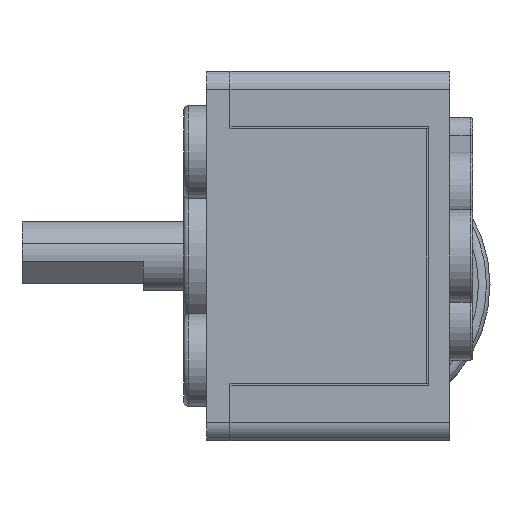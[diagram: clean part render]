
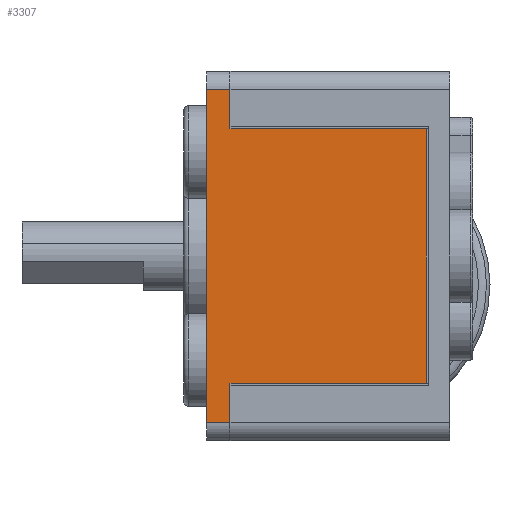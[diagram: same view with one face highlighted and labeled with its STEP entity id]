
A CAD part, left-side view. The second image highlights one B-rep face of the part: STEP entity #3307.
In plain terms, the highlighted planar face has unit normal (-1, 0, 0).
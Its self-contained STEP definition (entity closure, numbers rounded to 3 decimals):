
#368 = LINE ( 'NONE', #6831, #7496 ) ;
#373 = CARTESIAN_POINT ( 'NONE',  ( -15., 2., 14.4 ) ) ;
#380 = LINE ( 'NONE', #7257, #3061 ) ;
#409 = VERTEX_POINT ( 'NONE', #506 ) ;
#458 = CARTESIAN_POINT ( 'NONE',  ( -15., 2., -14.4 ) ) ;
#506 = CARTESIAN_POINT ( 'NONE',  ( -15., 2., -14.4 ) ) ;
#596 = VECTOR ( 'NONE', #1016, 1000. ) ;
#615 = EDGE_CURVE ( 'NONE', #6198, #6255, #2440, .T. ) ;
#780 = LINE ( 'NONE', #458, #5700 ) ;
#802 = LINE ( 'NONE', #373, #596 ) ;
#806 = VERTEX_POINT ( 'NONE', #8140 ) ;
#884 = LINE ( 'NONE', #3159, #7312 ) ;
#1016 = DIRECTION ( 'NONE',  ( 0., 1., 0. ) ) ;
#1324 = EDGE_CURVE ( 'NONE', #3476, #1811, #368, .T. ) ;
#1528 = ORIENTED_EDGE ( 'NONE', *, *, #615, .F. ) ;
#1811 = VERTEX_POINT ( 'NONE', #6464 ) ;
#2008 = ORIENTED_EDGE ( 'NONE', *, *, #6626, .T. ) ;
#2028 = ORIENTED_EDGE ( 'NONE', *, *, #1324, .T. ) ;
#2105 = VERTEX_POINT ( 'NONE', #4819 ) ;
#2342 = VECTOR ( 'NONE', #7186, 1000. ) ;
#2387 = ORIENTED_EDGE ( 'NONE', *, *, #7741, .T. ) ;
#2389 = DIRECTION ( 'NONE',  ( 1., 0., 0. ) ) ;
#2440 = LINE ( 'NONE', #5891, #2342 ) ;
#2446 = AXIS2_PLACEMENT_3D ( 'NONE', #4280, #2389, #7553 ) ;
#2954 = PLANE ( 'NONE',  #2446 ) ;
#3061 = VECTOR ( 'NONE', #3378, 1000. ) ;
#3075 = ORIENTED_EDGE ( 'NONE', *, *, #7934, .F. ) ;
#3159 = CARTESIAN_POINT ( 'NONE',  ( -15., 2., -16. ) ) ;
#3248 = CARTESIAN_POINT ( 'NONE',  ( -15., 0., -11. ) ) ;
#3307 = ADVANCED_FACE ( 'NONE', ( #5798 ), #2954, .F. ) ;
#3315 = CARTESIAN_POINT ( 'NONE',  ( -15., -17., -11. ) ) ;
#3375 = EDGE_CURVE ( 'NONE', #409, #2105, #884, .T. ) ;
#3378 = DIRECTION ( 'NONE',  ( 0., 0., -1. ) ) ;
#3476 = VERTEX_POINT ( 'NONE', #6459 ) ;
#4092 = VECTOR ( 'NONE', #6441, 1000. ) ;
#4280 = CARTESIAN_POINT ( 'NONE',  ( -15., 2., -16. ) ) ;
#4388 = VECTOR ( 'NONE', #6891, 1000. ) ;
#4565 = CARTESIAN_POINT ( 'NONE',  ( -15., 0., -16. ) ) ;
#4707 = VERTEX_POINT ( 'NONE', #7411 ) ;
#4819 = CARTESIAN_POINT ( 'NONE',  ( -15., 2., 14.4 ) ) ;
#4903 = ORIENTED_EDGE ( 'NONE', *, *, #7439, .T. ) ;
#5024 = CARTESIAN_POINT ( 'NONE',  ( -15., 0., -16. ) ) ;
#5700 = VECTOR ( 'NONE', #8296, 1000. ) ;
#5798 = FACE_OUTER_BOUND ( 'NONE', #7029, .T. ) ;
#5799 = LINE ( 'NONE', #4565, #4092 ) ;
#5891 = CARTESIAN_POINT ( 'NONE',  ( -15., -17., -11. ) ) ;
#5925 = ORIENTED_EDGE ( 'NONE', *, *, #7587, .T. ) ;
#6198 = VERTEX_POINT ( 'NONE', #3315 ) ;
#6255 = VERTEX_POINT ( 'NONE', #3248 ) ;
#6441 = DIRECTION ( 'NONE',  ( 0., 0., 1. ) ) ;
#6459 = CARTESIAN_POINT ( 'NONE',  ( -15., -17., 11. ) ) ;
#6464 = CARTESIAN_POINT ( 'NONE',  ( -15., 0., 11. ) ) ;
#6626 = EDGE_CURVE ( 'NONE', #4707, #2105, #802, .T. ) ;
#6831 = CARTESIAN_POINT ( 'NONE',  ( -15., -17., 11. ) ) ;
#6891 = DIRECTION ( 'NONE',  ( 0., 0., 1. ) ) ;
#7024 = ORIENTED_EDGE ( 'NONE', *, *, #3375, .F. ) ;
#7029 = EDGE_LOOP ( 'NONE', ( #7024, #5925, #2387, #1528, #3075, #2028, #4903, #2008 ) ) ;
#7186 = DIRECTION ( 'NONE',  ( 0., 1., 0. ) ) ;
#7257 = CARTESIAN_POINT ( 'NONE',  ( -15., -17., -11. ) ) ;
#7312 = VECTOR ( 'NONE', #7595, 1000. ) ;
#7411 = CARTESIAN_POINT ( 'NONE',  ( -15., 0., 14.4 ) ) ;
#7415 = DIRECTION ( 'NONE',  ( 0., 1., 0. ) ) ;
#7439 = EDGE_CURVE ( 'NONE', #1811, #4707, #7819, .T. ) ;
#7496 = VECTOR ( 'NONE', #7415, 1000. ) ;
#7553 = DIRECTION ( 'NONE',  ( 0., 0., -1. ) ) ;
#7587 = EDGE_CURVE ( 'NONE', #409, #806, #780, .T. ) ;
#7595 = DIRECTION ( 'NONE',  ( 0., 0., 1. ) ) ;
#7741 = EDGE_CURVE ( 'NONE', #806, #6255, #5799, .T. ) ;
#7819 = LINE ( 'NONE', #5024, #4388 ) ;
#7934 = EDGE_CURVE ( 'NONE', #3476, #6198, #380, .T. ) ;
#8140 = CARTESIAN_POINT ( 'NONE',  ( -15., 0., -14.4 ) ) ;
#8296 = DIRECTION ( 'NONE',  ( 0., -1., 0. ) ) ;
